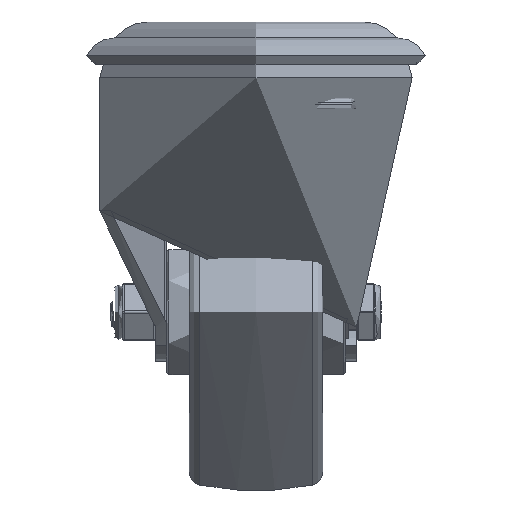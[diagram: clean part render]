
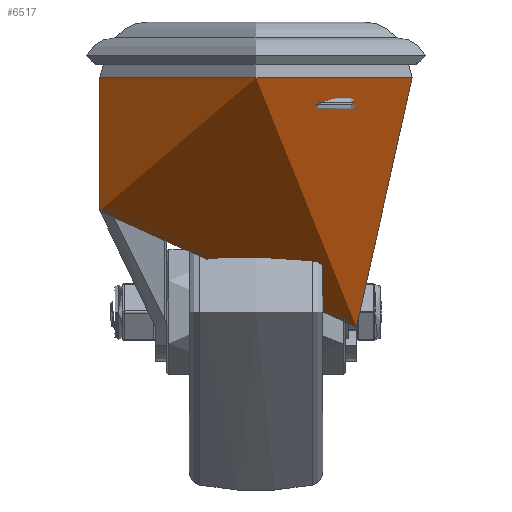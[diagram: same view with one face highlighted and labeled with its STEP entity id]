
A CAD part, left-side view. The second image highlights one B-rep face of the part: STEP entity #6517.
In plain terms, the highlighted cylindrical face has radius 35 mm (diameter 70 mm), a full revolution.
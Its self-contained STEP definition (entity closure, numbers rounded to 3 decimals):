
#472=B_SPLINE_CURVE_WITH_KNOTS('',3,(#9830,#9831,#9832,#9833,#9834,#9835,
#9836,#9837,#9838,#9839),.UNSPECIFIED.,.F.,.F.,(4,2,2,2,4),(-0.426,
-0.314,-0.201,-0.1,0.),
 .UNSPECIFIED.);
#473=B_SPLINE_CURVE_WITH_KNOTS('',3,(#9848,#9849,#9850,#9851,#9852,#9853,
#9854,#9855,#9856,#9857),.UNSPECIFIED.,.F.,.F.,(4,2,2,2,4),(-0.839,
-0.739,-0.639,-0.526,-0.413),
 .UNSPECIFIED.);
#478=B_SPLINE_CURVE_WITH_KNOTS('',3,(#9967,#9968,#9969,#9970,#9971,#9972,
#9973,#9974,#9975,#9976,#9977,#9978),.UNSPECIFIED.,.F.,.F.,(4,2,2,2,2,4),
(-6.422,-5.485,-4.547,-3.609,
-2.671,-2.589),.UNSPECIFIED.);
#483=B_SPLINE_CURVE_WITH_KNOTS('',3,(#10063,#10064,#10065,#10066,#10067,
#10068,#10069,#10070,#10071,#10072,#10073,#10074,#10075,#10076,#10077,#10078,
#10079,#10080,#10081,#10082,#10083,#10084,#10085,#10086,#10087,#10088,#10089,
#10090,#10091,#10092,#10093,#10094,#10095,#10096,#10097,#10098,#10099,#10100,
#10101,#10102,#10103,#10104,#10105,#10106),.UNSPECIFIED.,.F.,.F.,(4,2,2,
2,2,2,2,2,2,2,2,2,2,2,2,2,2,2,2,2,2,4),(-22.093,-22.011,
-21.074,-20.136,-19.198,-18.26,
-17.429,-16.597,-15.765,-14.934,
-14.285,-13.637,-12.989,-12.341,
-11.693,-11.045,-10.397,-9.749,
-8.917,-8.086,-7.254,-6.422),
 .UNSPECIFIED.);
#668=FACE_OUTER_BOUND('',#1073,.T.);
#1073=EDGE_LOOP('',(#4440,#4441,#4442,#4443,#4444,#4445,#4446,#4447,#4448,
#4449));
#1538=LINE('',#10127,#1987);
#1539=LINE('',#10128,#1988);
#1540=LINE('',#10130,#1989);
#1987=VECTOR('',#7913,35.);
#1988=VECTOR('',#7914,1000.);
#1989=VECTOR('',#7917,1000.);
#2434=CIRCLE('',#7081,35.);
#2435=CIRCLE('',#7082,35.);
#2777=VERTEX_POINT('',#9827);
#2778=VERTEX_POINT('',#9829);
#2781=VERTEX_POINT('',#9845);
#2782=VERTEX_POINT('',#9847);
#2801=VERTEX_POINT('',#9965);
#2802=VERTEX_POINT('',#9966);
#2812=VERTEX_POINT('',#10061);
#2817=VERTEX_POINT('',#10125);
#3402=EDGE_CURVE('',#2777,#2778,#472,.T.);
#3406=EDGE_CURVE('',#2781,#2782,#473,.T.);
#3426=EDGE_CURVE('',#2801,#2802,#478,.F.);
#3437=EDGE_CURVE('',#2802,#2812,#483,.F.);
#3448=EDGE_CURVE('',#2817,#2817,#2434,.T.);
#3449=EDGE_CURVE('',#2817,#2802,#1538,.T.);
#3450=EDGE_CURVE('',#2812,#2778,#1539,.T.);
#3451=EDGE_CURVE('',#2777,#2782,#2435,.T.);
#3452=EDGE_CURVE('',#2781,#2801,#1540,.T.);
#4440=ORIENTED_EDGE('',*,*,#3448,.F.);
#4441=ORIENTED_EDGE('',*,*,#3449,.T.);
#4442=ORIENTED_EDGE('',*,*,#3437,.T.);
#4443=ORIENTED_EDGE('',*,*,#3450,.T.);
#4444=ORIENTED_EDGE('',*,*,#3402,.F.);
#4445=ORIENTED_EDGE('',*,*,#3451,.T.);
#4446=ORIENTED_EDGE('',*,*,#3406,.F.);
#4447=ORIENTED_EDGE('',*,*,#3452,.T.);
#4448=ORIENTED_EDGE('',*,*,#3426,.T.);
#4449=ORIENTED_EDGE('',*,*,#3449,.F.);
#6369=CYLINDRICAL_SURFACE('',#7080,35.);
#6517=ADVANCED_FACE('',(#668),#6369,.T.);
#7080=AXIS2_PLACEMENT_3D('',#10124,#7909,#7910);
#7081=AXIS2_PLACEMENT_3D('',#10126,#7911,#7912);
#7082=AXIS2_PLACEMENT_3D('',#10129,#7915,#7916);
#7909=DIRECTION('center_axis',(0.,0.,1.));
#7910=DIRECTION('ref_axis',(0.,-1.,0.));
#7911=DIRECTION('center_axis',(0.,0.,1.));
#7912=DIRECTION('ref_axis',(0.,-1.,0.));
#7913=DIRECTION('',(0.,0.,-1.));
#7914=DIRECTION('',(0.,0.,1.));
#7915=DIRECTION('center_axis',(0.,0.,1.));
#7916=DIRECTION('ref_axis',(0.,-1.,0.));
#7917=DIRECTION('',(0.,0.,-1.));
#9827=CARTESIAN_POINT('',(28.723,-20.,-4.008));
#9829=CARTESIAN_POINT('',(26.81,-22.5,-6.508));
#9830=CARTESIAN_POINT('Ctrl Pts',(28.723,-20.,-4.008));
#9831=CARTESIAN_POINT('Ctrl Pts',(28.508,-20.308,-4.008));
#9832=CARTESIAN_POINT('Ctrl Pts',(28.271,-20.637,-4.068));
#9833=CARTESIAN_POINT('Ctrl Pts',(27.813,-21.251,-4.318));
#9834=CARTESIAN_POINT('Ctrl Pts',(27.591,-21.536,-4.509));
#9835=CARTESIAN_POINT('Ctrl Pts',(27.243,-21.974,-4.947));
#9836=CARTESIAN_POINT('Ctrl Pts',(27.087,-22.166,-5.215));
#9837=CARTESIAN_POINT('Ctrl Pts',(26.87,-22.429,-5.828));
#9838=CARTESIAN_POINT('Ctrl Pts',(26.81,-22.5,-6.173));
#9839=CARTESIAN_POINT('Ctrl Pts',(26.81,-22.5,-6.508));
#9845=CARTESIAN_POINT('',(26.81,22.5,-6.508));
#9847=CARTESIAN_POINT('',(28.723,20.,-4.008));
#9848=CARTESIAN_POINT('Ctrl Pts',(26.81,22.5,-6.508));
#9849=CARTESIAN_POINT('Ctrl Pts',(26.81,22.5,-6.173));
#9850=CARTESIAN_POINT('Ctrl Pts',(26.87,22.429,-5.828));
#9851=CARTESIAN_POINT('Ctrl Pts',(27.087,22.166,-5.215));
#9852=CARTESIAN_POINT('Ctrl Pts',(27.243,21.974,-4.947));
#9853=CARTESIAN_POINT('Ctrl Pts',(27.591,21.536,-4.509));
#9854=CARTESIAN_POINT('Ctrl Pts',(27.813,21.251,-4.318));
#9855=CARTESIAN_POINT('Ctrl Pts',(28.271,20.637,-4.068));
#9856=CARTESIAN_POINT('Ctrl Pts',(28.508,20.308,-4.008));
#9857=CARTESIAN_POINT('Ctrl Pts',(28.723,20.,-4.008));
#9965=CARTESIAN_POINT('',(26.81,22.5,-58.876));
#9966=CARTESIAN_POINT('',(0.,35.,-32.843));
#9967=CARTESIAN_POINT('Ctrl Pts',(0.,35.,-32.843));
#9968=CARTESIAN_POINT('Ctrl Pts',(2.391,35.,-34.856));
#9969=CARTESIAN_POINT('Ctrl Pts',(4.837,34.752,-36.991));
#9970=CARTESIAN_POINT('Ctrl Pts',(9.67,33.728,-41.371));
#9971=CARTESIAN_POINT('Ctrl Pts',(12.056,32.953,-43.617));
#9972=CARTESIAN_POINT('Ctrl Pts',(16.624,30.902,-48.075));
#9973=CARTESIAN_POINT('Ctrl Pts',(18.807,29.625,-50.287));
#9974=CARTESIAN_POINT('Ctrl Pts',(22.853,26.629,-54.522));
#9975=CARTESIAN_POINT('Ctrl Pts',(24.717,24.909,-56.544));
#9976=CARTESIAN_POINT('Ctrl Pts',(26.52,22.841,-58.552));
#9977=CARTESIAN_POINT('Ctrl Pts',(26.665,22.672,-58.714));
#9978=CARTESIAN_POINT('Ctrl Pts',(26.81,22.5,-58.876));
#10061=CARTESIAN_POINT('',(26.81,-22.5,-58.876));
#10063=CARTESIAN_POINT('Ctrl Pts',(26.81,-22.5,-58.876));
#10064=CARTESIAN_POINT('Ctrl Pts',(26.665,-22.672,-58.714));
#10065=CARTESIAN_POINT('Ctrl Pts',(26.52,-22.841,-58.552));
#10066=CARTESIAN_POINT('Ctrl Pts',(24.717,-24.909,-56.544));
#10067=CARTESIAN_POINT('Ctrl Pts',(22.853,-26.629,-54.522));
#10068=CARTESIAN_POINT('Ctrl Pts',(18.807,-29.625,-50.287));
#10069=CARTESIAN_POINT('Ctrl Pts',(16.624,-30.902,-48.075));
#10070=CARTESIAN_POINT('Ctrl Pts',(12.056,-32.953,-43.617));
#10071=CARTESIAN_POINT('Ctrl Pts',(9.67,-33.728,-41.371));
#10072=CARTESIAN_POINT('Ctrl Pts',(4.837,-34.752,-36.991));
#10073=CARTESIAN_POINT('Ctrl Pts',(2.391,-35.,-34.856));
#10074=CARTESIAN_POINT('Ctrl Pts',(-2.121,-35.,-31.057));
#10075=CARTESIAN_POINT('Ctrl Pts',(-4.358,-34.805,
-29.231));
#10076=CARTESIAN_POINT('Ctrl Pts',(-8.903,-33.928,-25.65));
#10077=CARTESIAN_POINT('Ctrl Pts',(-11.209,-33.246,
-23.894));
#10078=CARTESIAN_POINT('Ctrl Pts',(-15.716,-31.368,-20.574));
#10079=CARTESIAN_POINT('Ctrl Pts',(-17.919,-30.17,-19.007));
#10080=CARTESIAN_POINT('Ctrl Pts',(-22.053,-27.295,-16.151));
#10081=CARTESIAN_POINT('Ctrl Pts',(-23.983,-25.617,
-14.862));
#10082=CARTESIAN_POINT('Ctrl Pts',(-27.044,-22.306,
-12.863));
#10083=CARTESIAN_POINT('Ctrl Pts',(-28.333,-20.659,
-12.039));
#10084=CARTESIAN_POINT('Ctrl Pts',(-30.643,-17.046,
-10.586));
#10085=CARTESIAN_POINT('Ctrl Pts',(-31.663,-15.079,-9.957));
#10086=CARTESIAN_POINT('Ctrl Pts',(-33.319,-10.946,
-8.947));
#10087=CARTESIAN_POINT('Ctrl Pts',(-33.956,-8.775,
-8.564));
#10088=CARTESIAN_POINT('Ctrl Pts',(-34.796,-4.382,
-8.06));
#10089=CARTESIAN_POINT('Ctrl Pts',(-35.,-2.16,-7.94));
#10090=CARTESIAN_POINT('Ctrl Pts',(-35.,2.16,-7.94));
#10091=CARTESIAN_POINT('Ctrl Pts',(-34.796,4.382,-8.06));
#10092=CARTESIAN_POINT('Ctrl Pts',(-33.956,8.775,-8.564));
#10093=CARTESIAN_POINT('Ctrl Pts',(-33.319,10.946,-8.947));
#10094=CARTESIAN_POINT('Ctrl Pts',(-31.663,15.079,-9.957));
#10095=CARTESIAN_POINT('Ctrl Pts',(-30.643,17.046,-10.586));
#10096=CARTESIAN_POINT('Ctrl Pts',(-28.333,20.659,-12.039));
#10097=CARTESIAN_POINT('Ctrl Pts',(-27.044,22.306,-12.863));
#10098=CARTESIAN_POINT('Ctrl Pts',(-23.983,25.617,-14.862));
#10099=CARTESIAN_POINT('Ctrl Pts',(-22.053,27.295,-16.151));
#10100=CARTESIAN_POINT('Ctrl Pts',(-17.919,30.17,-19.007));
#10101=CARTESIAN_POINT('Ctrl Pts',(-15.716,31.368,-20.574));
#10102=CARTESIAN_POINT('Ctrl Pts',(-11.209,33.246,-23.894));
#10103=CARTESIAN_POINT('Ctrl Pts',(-8.903,33.928,-25.65));
#10104=CARTESIAN_POINT('Ctrl Pts',(-4.358,34.805,-29.231));
#10105=CARTESIAN_POINT('Ctrl Pts',(-2.121,35.,-31.057));
#10106=CARTESIAN_POINT('Ctrl Pts',(0.,35.,-32.843));
#10124=CARTESIAN_POINT('Origin',(0.,0.,-66.511));
#10125=CARTESIAN_POINT('',(0.,35.,-3.009));
#10126=CARTESIAN_POINT('Origin',(0.,0.,-3.009));
#10127=CARTESIAN_POINT('',(0.,35.,-66.511));
#10128=CARTESIAN_POINT('',(26.81,-22.5,-35.259));
#10129=CARTESIAN_POINT('Origin',(0.,0.,-4.008));
#10130=CARTESIAN_POINT('',(26.81,22.5,-35.259));
